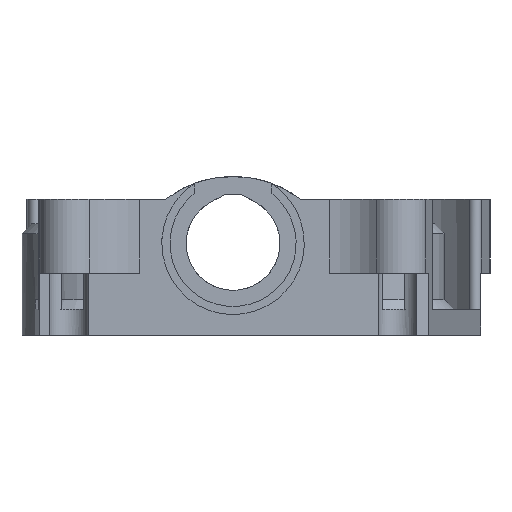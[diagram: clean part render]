
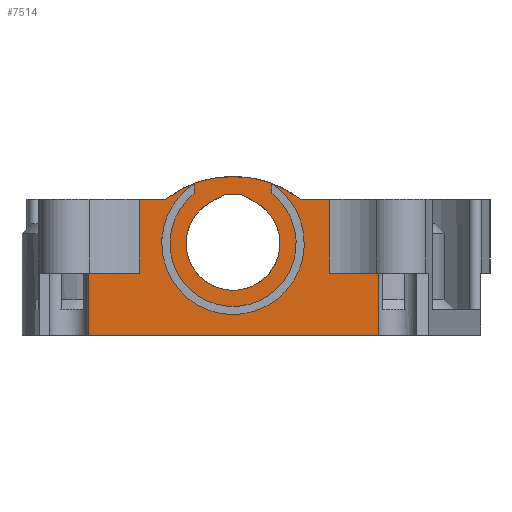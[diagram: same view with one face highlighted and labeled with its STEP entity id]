
A CAD part, front view. The second image highlights one B-rep face of the part: STEP entity #7514.
In plain terms, the highlighted planar face has unit normal (0, -1, 0).
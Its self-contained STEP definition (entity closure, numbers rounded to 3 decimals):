
#818=FACE_BOUND('',#1771,.T.);
#819=FACE_BOUND('',#1772,.T.);
#922=PLANE('',#7874);
#1324=FACE_OUTER_BOUND('',#1770,.T.);
#1770=EDGE_LOOP('',(#7067,#7068,#7069,#7070,#7071,#7072,#7073,#7074,#7075,
#7076,#7077,#7078));
#1771=EDGE_LOOP('',(#7079,#7080,#7081,#7082,#7083,#7084,#7085));
#1772=EDGE_LOOP('',(#7086,#7087,#7088,#7089));
#2092=LINE('',#13878,#2588);
#2158=LINE('',#15100,#2654);
#2196=LINE('',#15260,#2692);
#2209=LINE('',#15445,#2705);
#2213=LINE('',#15457,#2709);
#2217=LINE('',#15468,#2713);
#2221=LINE('',#15479,#2717);
#2222=LINE('',#15481,#2718);
#2243=LINE('',#15652,#2739);
#2245=LINE('',#15668,#2741);
#2252=LINE('',#15701,#2748);
#2255=LINE('',#15708,#2751);
#2263=LINE('',#15731,#2759);
#2265=LINE('',#15739,#2761);
#2268=LINE('',#15754,#2764);
#2269=LINE('',#15756,#2765);
#2588=VECTOR('',#8380,10.);
#2654=VECTOR('',#8614,10.);
#2692=VECTOR('',#8728,10.);
#2705=VECTOR('',#8769,10.);
#2709=VECTOR('',#8781,10.);
#2713=VECTOR('',#8793,10.);
#2717=VECTOR('',#8807,10.);
#2718=VECTOR('',#8810,10.);
#2739=VECTOR('',#8919,10.);
#2741=VECTOR('',#8941,10.);
#2748=VECTOR('',#8988,10.);
#2751=VECTOR('',#8995,10.);
#2759=VECTOR('',#9023,10.);
#2761=VECTOR('',#9033,10.);
#2764=VECTOR('',#9058,10.);
#2765=VECTOR('',#9061,10.);
#2874=CIRCLE('',#7752,0.8);
#2876=CIRCLE('',#7755,11.);
#2878=CIRCLE('',#7759,9.75);
#2880=CIRCLE('',#7763,11.);
#2882=CIRCLE('',#7769,7.25);
#2903=CIRCLE('',#7813,16.455);
#2904=CIRCLE('',#7818,16.455);
#3429=VERTEX_POINT('',#13875);
#3430=VERTEX_POINT('',#13877);
#3555=VERTEX_POINT('',#15097);
#3556=VERTEX_POINT('',#15099);
#3604=VERTEX_POINT('',#15257);
#3605=VERTEX_POINT('',#15259);
#3618=VERTEX_POINT('',#15429);
#3619=VERTEX_POINT('',#15430);
#3622=VERTEX_POINT('',#15438);
#3624=VERTEX_POINT('',#15444);
#3626=VERTEX_POINT('',#15450);
#3628=VERTEX_POINT('',#15456);
#3630=VERTEX_POINT('',#15462);
#3632=VERTEX_POINT('',#15473);
#3633=VERTEX_POINT('',#15477);
#3654=VERTEX_POINT('',#15643);
#3655=VERTEX_POINT('',#15645);
#3656=VERTEX_POINT('',#15651);
#3660=VERTEX_POINT('',#15666);
#3666=VERTEX_POINT('',#15700);
#3668=VERTEX_POINT('',#15707);
#3673=VERTEX_POINT('',#15730);
#3675=VERTEX_POINT('',#15738);
#4417=EDGE_CURVE('',#3429,#3430,#2092,.T.);
#4599=EDGE_CURVE('',#3556,#3555,#2158,.T.);
#4667=EDGE_CURVE('',#3605,#3604,#2196,.T.);
#4687=EDGE_CURVE('',#3618,#3619,#2874,.T.);
#4691=EDGE_CURVE('',#3619,#3622,#2876,.T.);
#4694=EDGE_CURVE('',#3622,#3624,#2209,.T.);
#4697=EDGE_CURVE('',#3624,#3626,#2878,.T.);
#4700=EDGE_CURVE('',#3626,#3628,#2213,.T.);
#4703=EDGE_CURVE('',#3628,#3630,#2880,.T.);
#4706=EDGE_CURVE('',#3630,#3618,#2217,.T.);
#4708=EDGE_CURVE('',#3632,#3556,#2882,.T.);
#4711=EDGE_CURVE('',#3555,#3633,#2221,.T.);
#4712=EDGE_CURVE('',#3633,#3632,#2222,.T.);
#4760=EDGE_CURVE('',#3655,#3654,#2903,.T.);
#4763=EDGE_CURVE('',#3656,#3655,#2243,.T.);
#4765=EDGE_CURVE('',#3604,#3656,#2904,.T.);
#4771=EDGE_CURVE('',#3654,#3660,#2245,.T.);
#4786=EDGE_CURVE('',#3430,#3666,#2252,.T.);
#4790=EDGE_CURVE('',#3429,#3668,#2255,.T.);
#4802=EDGE_CURVE('',#3668,#3673,#2263,.T.);
#4806=EDGE_CURVE('',#3675,#3666,#2265,.T.);
#4814=EDGE_CURVE('',#3675,#3660,#2268,.T.);
#4815=EDGE_CURVE('',#3673,#3605,#2269,.T.);
#7067=ORIENTED_EDGE('',*,*,#4771,.T.);
#7068=ORIENTED_EDGE('',*,*,#4814,.F.);
#7069=ORIENTED_EDGE('',*,*,#4806,.T.);
#7070=ORIENTED_EDGE('',*,*,#4786,.F.);
#7071=ORIENTED_EDGE('',*,*,#4417,.F.);
#7072=ORIENTED_EDGE('',*,*,#4790,.T.);
#7073=ORIENTED_EDGE('',*,*,#4802,.T.);
#7074=ORIENTED_EDGE('',*,*,#4815,.T.);
#7075=ORIENTED_EDGE('',*,*,#4667,.T.);
#7076=ORIENTED_EDGE('',*,*,#4765,.T.);
#7077=ORIENTED_EDGE('',*,*,#4763,.T.);
#7078=ORIENTED_EDGE('',*,*,#4760,.T.);
#7079=ORIENTED_EDGE('',*,*,#4687,.T.);
#7080=ORIENTED_EDGE('',*,*,#4691,.T.);
#7081=ORIENTED_EDGE('',*,*,#4694,.T.);
#7082=ORIENTED_EDGE('',*,*,#4697,.T.);
#7083=ORIENTED_EDGE('',*,*,#4700,.T.);
#7084=ORIENTED_EDGE('',*,*,#4703,.T.);
#7085=ORIENTED_EDGE('',*,*,#4706,.T.);
#7086=ORIENTED_EDGE('',*,*,#4599,.T.);
#7087=ORIENTED_EDGE('',*,*,#4711,.T.);
#7088=ORIENTED_EDGE('',*,*,#4712,.T.);
#7089=ORIENTED_EDGE('',*,*,#4708,.T.);
#7514=ADVANCED_FACE('',(#1324,#818,#819),#922,.T.);
#7752=AXIS2_PLACEMENT_3D('',#15431,#8754,#8755);
#7755=AXIS2_PLACEMENT_3D('',#15439,#8762,#8763);
#7759=AXIS2_PLACEMENT_3D('',#15451,#8774,#8775);
#7763=AXIS2_PLACEMENT_3D('',#15463,#8786,#8787);
#7769=AXIS2_PLACEMENT_3D('',#15474,#8801,#8802);
#7813=AXIS2_PLACEMENT_3D('',#15646,#8911,#8912);
#7818=AXIS2_PLACEMENT_3D('',#15656,#8925,#8926);
#7874=AXIS2_PLACEMENT_3D('',#15757,#9062,#9063);
#8380=DIRECTION('',(-1.,0.,0.));
#8614=DIRECTION('',(0.879,0.,0.478));
#8728=DIRECTION('',(-1.,0.,0.));
#8754=DIRECTION('center_axis',(0.,1.,0.));
#8755=DIRECTION('ref_axis',(-1.,0.,0.));
#8762=DIRECTION('center_axis',(0.,1.,0.));
#8763=DIRECTION('ref_axis',(-1.,0.,0.));
#8769=DIRECTION('',(0.,0.,-1.));
#8774=DIRECTION('center_axis',(0.,-1.,0.));
#8775=DIRECTION('ref_axis',(-1.,0.,0.));
#8781=DIRECTION('',(0.,0.,1.));
#8786=DIRECTION('center_axis',(0.,1.,0.));
#8787=DIRECTION('ref_axis',(-1.,0.,0.));
#8793=DIRECTION('',(0.,0.,1.));
#8801=DIRECTION('center_axis',(0.,1.,0.));
#8802=DIRECTION('ref_axis',(-1.,0.,0.));
#8807=DIRECTION('',(1.,0.,0.));
#8810=DIRECTION('',(0.879,0.,-0.478));
#8911=DIRECTION('center_axis',(0.,-1.,0.));
#8912=DIRECTION('ref_axis',(0.,0.,1.));
#8919=DIRECTION('',(-1.,0.,0.));
#8925=DIRECTION('center_axis',(0.,-1.,0.));
#8926=DIRECTION('ref_axis',(0.617,0.,0.787));
#8941=DIRECTION('',(-1.,0.,0.));
#8988=DIRECTION('',(0.,0.,1.));
#8995=DIRECTION('',(0.,0.,1.));
#9023=DIRECTION('',(-1.,0.,0.));
#9033=DIRECTION('',(-1.,0.,0.));
#9058=DIRECTION('',(0.,0.,1.));
#9061=DIRECTION('',(0.,0.,1.));
#9062=DIRECTION('center_axis',(0.,-1.,0.));
#9063=DIRECTION('ref_axis',(1.,0.,0.));
#13875=CARTESIAN_POINT('',(22.4,-21.2,0.));
#13877=CARTESIAN_POINT('',(-22.4,-21.2,0.));
#13878=CARTESIAN_POINT('',(-5.44,-21.2,0.));
#15097=CARTESIAN_POINT('',(-1.2,-21.2,21.8));
#15099=CARTESIAN_POINT('',(-3.463,-21.2,20.569));
#15100=CARTESIAN_POINT('',(-10.899,-21.2,16.526));
#15257=CARTESIAN_POINT('',(10.396,-21.2,21.));
#15259=CARTESIAN_POINT('',(14.9,-21.2,21.));
#15260=CARTESIAN_POINT('',(-2.042,-21.2,21.));
#15429=CARTESIAN_POINT('',(-11.,-21.2,15.));
#15430=CARTESIAN_POINT('',(-10.971,-21.2,14.999));
#15431=CARTESIAN_POINT('Origin',(-11.,-21.2,14.2));
#15438=CARTESIAN_POINT('',(-6.,-21.2,23.42));
#15439=CARTESIAN_POINT('Origin',(0.,-21.2,14.2));
#15444=CARTESIAN_POINT('',(-6.,-21.2,21.885));
#15445=CARTESIAN_POINT('',(-6.,-21.2,10.943));
#15450=CARTESIAN_POINT('',(6.,-21.2,21.885));
#15451=CARTESIAN_POINT('Origin',(0.,-21.2,14.2));
#15456=CARTESIAN_POINT('',(6.,-21.2,23.42));
#15457=CARTESIAN_POINT('',(6.,-21.2,11.71));
#15462=CARTESIAN_POINT('',(-11.,-21.2,14.2));
#15463=CARTESIAN_POINT('Origin',(0.,-21.2,14.2));
#15468=CARTESIAN_POINT('',(-11.,-21.2,7.5));
#15473=CARTESIAN_POINT('',(3.463,-21.2,20.569));
#15474=CARTESIAN_POINT('Origin',(0.,-21.2,
14.2));
#15477=CARTESIAN_POINT('',(1.2,-21.2,21.8));
#15479=CARTESIAN_POINT('',(-6.64,-21.2,21.8));
#15481=CARTESIAN_POINT('',(0.855,-21.2,21.987));
#15643=CARTESIAN_POINT('',(-10.396,-21.2,21.));
#15645=CARTESIAN_POINT('',(-0.25,-21.2,24.5));
#15646=CARTESIAN_POINT('Origin',(-0.25,-21.2,8.045));
#15651=CARTESIAN_POINT('',(0.25,-21.2,24.5));
#15652=CARTESIAN_POINT('',(-7.365,-21.2,24.5));
#15656=CARTESIAN_POINT('Origin',(0.25,-21.2,8.045));
#15666=CARTESIAN_POINT('',(-14.48,-21.2,21.));
#15668=CARTESIAN_POINT('',(-25.752,-21.2,21.));
#15700=CARTESIAN_POINT('',(-22.4,-21.2,9.6));
#15701=CARTESIAN_POINT('',(-22.4,-21.2,0.));
#15707=CARTESIAN_POINT('',(22.4,-21.2,9.6));
#15708=CARTESIAN_POINT('',(22.4,-21.2,0.));
#15730=CARTESIAN_POINT('',(14.9,-21.2,9.6));
#15731=CARTESIAN_POINT('',(22.4,-21.2,9.6));
#15738=CARTESIAN_POINT('',(-14.48,-21.2,9.6));
#15739=CARTESIAN_POINT('',(22.4,-21.2,9.6));
#15754=CARTESIAN_POINT('',(-14.48,-21.2,0.));
#15756=CARTESIAN_POINT('',(14.9,-21.2,0.));
#15757=CARTESIAN_POINT('Origin',(-14.48,-21.2,0.));
